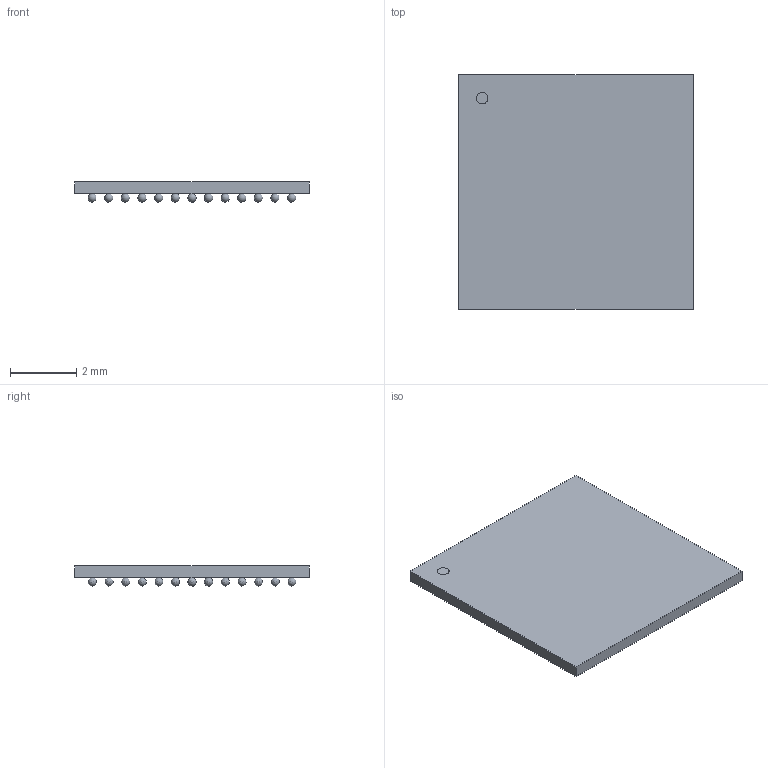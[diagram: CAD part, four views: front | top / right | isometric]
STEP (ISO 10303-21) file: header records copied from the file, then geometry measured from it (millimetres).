
FILE_DESCRIPTION(('STEP AP214'),'1');
FILE_NAME('UFBGA169','2024-10-16T11:01:00',(''),(''),'','','');
FILE_SCHEMA(('AUTOMOTIVE_DESIGN'));
Length unit declared in the file: millimetre
Products named in the file (1): product
Bounding box: 7.06 x 7.06 x 0.61 mm (x, y, z)
Volume: 19.3 mm3; surface area: 144.3 mm2
Topology: 171 solids, 171 shells, 178 faces, 522 edges, 348 vertices
Faces by surface type: sphere 169, plane 8, cylinder 1
Full cylindrical faces by diameter (mm): 0.353 x1
Entity records: 1894 total; most frequent: DIRECTION 376, CARTESIAN_POINT 192, AXIS2_PLACEMENT_3D 182, STYLED_ITEM 178, ADVANCED_FACE 178, MANIFOLD_SOLID_BREP 171, CLOSED_SHELL 171, SPHERICAL_SURFACE 169
